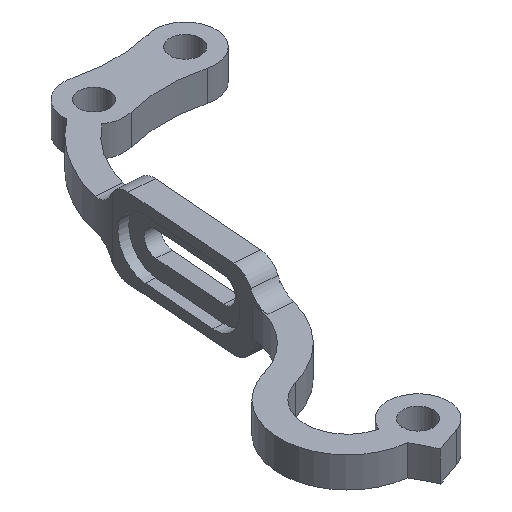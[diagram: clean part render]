
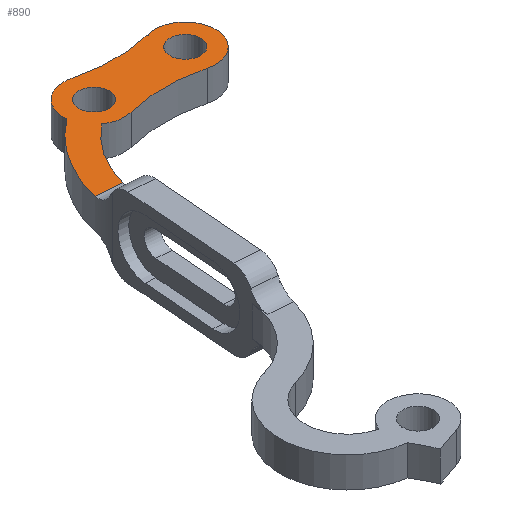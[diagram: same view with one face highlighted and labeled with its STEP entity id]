
A CAD part, isometric view. The second image highlights one B-rep face of the part: STEP entity #890.
In plain terms, the highlighted planar face has unit normal (0, 0, 1).
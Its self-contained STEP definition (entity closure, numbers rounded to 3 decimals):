
#32=FACE_BOUND('',#141,.T.);
#33=FACE_BOUND('',#142,.T.);
#49=PLANE('',#1013);
#86=FACE_OUTER_BOUND('',#140,.T.);
#140=EDGE_LOOP('',(#763,#764,#765,#766,#767,#768,#769,#770));
#141=EDGE_LOOP('',(#771));
#142=EDGE_LOOP('',(#772));
#200=LINE('',#1515,#266);
#266=VECTOR('',#1198,10.);
#287=CIRCLE('',#927,1.5);
#289=CIRCLE('',#930,1.5);
#304=CIRCLE('',#959,3.);
#306=CIRCLE('',#962,15.);
#308=CIRCLE('',#965,3.);
#321=CIRCLE('',#984,13.746);
#340=CIRCLE('',#1014,11.246);
#341=CIRCLE('',#1015,3.);
#342=CIRCLE('',#1016,15.);
#343=VERTEX_POINT('',#1305);
#345=VERTEX_POINT('',#1311);
#373=VERTEX_POINT('',#1393);
#374=VERTEX_POINT('',#1395);
#376=VERTEX_POINT('',#1401);
#378=VERTEX_POINT('',#1407);
#405=VERTEX_POINT('',#1485);
#407=VERTEX_POINT('',#1506);
#429=VERTEX_POINT('',#1600);
#430=VERTEX_POINT('',#1602);
#431=EDGE_CURVE('',#343,#343,#287,.T.);
#434=EDGE_CURVE('',#345,#345,#289,.T.);
#475=EDGE_CURVE('',#374,#373,#304,.T.);
#479=EDGE_CURVE('',#373,#376,#306,.T.);
#482=EDGE_CURVE('',#376,#378,#308,.T.);
#515=EDGE_CURVE('',#378,#405,#321,.T.);
#519=EDGE_CURVE('',#407,#405,#200,.T.);
#550=EDGE_CURVE('',#429,#407,#340,.T.);
#551=EDGE_CURVE('',#429,#430,#341,.T.);
#552=EDGE_CURVE('',#430,#374,#342,.T.);
#763=ORIENTED_EDGE('',*,*,#519,.F.);
#764=ORIENTED_EDGE('',*,*,#550,.F.);
#765=ORIENTED_EDGE('',*,*,#551,.T.);
#766=ORIENTED_EDGE('',*,*,#552,.T.);
#767=ORIENTED_EDGE('',*,*,#475,.T.);
#768=ORIENTED_EDGE('',*,*,#479,.T.);
#769=ORIENTED_EDGE('',*,*,#482,.T.);
#770=ORIENTED_EDGE('',*,*,#515,.T.);
#771=ORIENTED_EDGE('',*,*,#431,.T.);
#772=ORIENTED_EDGE('',*,*,#434,.T.);
#890=ADVANCED_FACE('',(#86,#32,#33),#49,.T.);
#927=AXIS2_PLACEMENT_3D('',#1306,#1033,#1034);
#930=AXIS2_PLACEMENT_3D('',#1312,#1040,#1041);
#959=AXIS2_PLACEMENT_3D('',#1396,#1124,#1125);
#962=AXIS2_PLACEMENT_3D('',#1403,#1132,#1133);
#965=AXIS2_PLACEMENT_3D('',#1409,#1139,#1140);
#984=AXIS2_PLACEMENT_3D('',#1494,#1192,#1193);
#1013=AXIS2_PLACEMENT_3D('',#1599,#1261,#1262);
#1014=AXIS2_PLACEMENT_3D('',#1601,#1263,#1264);
#1015=AXIS2_PLACEMENT_3D('',#1603,#1265,#1266);
#1016=AXIS2_PLACEMENT_3D('',#1604,#1267,#1268);
#1033=DIRECTION('center_axis',(0.,0.,-1.));
#1034=DIRECTION('ref_axis',(1.,0.,0.));
#1040=DIRECTION('center_axis',(0.,0.,-1.));
#1041=DIRECTION('ref_axis',(1.,0.,0.));
#1124=DIRECTION('center_axis',(0.,0.,
1.));
#1125=DIRECTION('ref_axis',(-0.25,-0.968,0.));
#1132=DIRECTION('center_axis',(0.,0.,
-1.));
#1133=DIRECTION('ref_axis',(0.25,0.968,0.));
#1139=DIRECTION('center_axis',(0.,0.,
1.));
#1140=DIRECTION('ref_axis',(0.25,0.968,0.));
#1192=DIRECTION('center_axis',(0.,0.,1.));
#1193=DIRECTION('ref_axis',(-0.417,0.909,0.));
#1198=DIRECTION('',(-0.997,0.077,0.));
#1261=DIRECTION('center_axis',(0.,0.,1.));
#1262=DIRECTION('ref_axis',(1.,0.,0.));
#1263=DIRECTION('center_axis',(0.,0.,1.));
#1264=DIRECTION('ref_axis',(-0.417,0.909,0.));
#1265=DIRECTION('center_axis',(0.,0.,
1.));
#1266=DIRECTION('ref_axis',(0.25,0.968,0.));
#1267=DIRECTION('center_axis',(0.,0.,
-1.));
#1268=DIRECTION('ref_axis',(-0.25,-0.968,0.));
#1305=CARTESIAN_POINT('',(18.769,43.774,3.));
#1306=CARTESIAN_POINT('Origin',(20.269,43.774,3.));
#1311=CARTESIAN_POINT('',(9.769,43.774,3.));
#1312=CARTESIAN_POINT('Origin',(11.269,43.774,3.));
#1393=CARTESIAN_POINT('',(19.519,46.679,3.));
#1395=CARTESIAN_POINT('',(19.519,40.869,3.));
#1396=CARTESIAN_POINT('Origin',(20.269,43.774,3.));
#1401=CARTESIAN_POINT('',(12.019,46.679,3.));
#1403=CARTESIAN_POINT('Origin',(15.769,61.202,3.));
#1407=CARTESIAN_POINT('',(8.286,43.454,3.));
#1409=CARTESIAN_POINT('Origin',(11.269,43.774,3.));
#1485=CARTESIAN_POINT('',(3.071,35.45,3.));
#1494=CARTESIAN_POINT('Origin',(16.478,32.415,3.));
#1506=CARTESIAN_POINT('',(5.596,35.256,3.));
#1515=CARTESIAN_POINT('',(2.816,35.469,3.));
#1599=CARTESIAN_POINT('Origin',(0.,0.207,
3.));
#1600=CARTESIAN_POINT('',(9.578,41.296,3.));
#1601=CARTESIAN_POINT('Origin',(16.478,32.415,3.));
#1602=CARTESIAN_POINT('',(12.019,40.869,3.));
#1603=CARTESIAN_POINT('Origin',(11.269,43.774,3.));
#1604=CARTESIAN_POINT('Origin',(15.769,26.345,3.));
